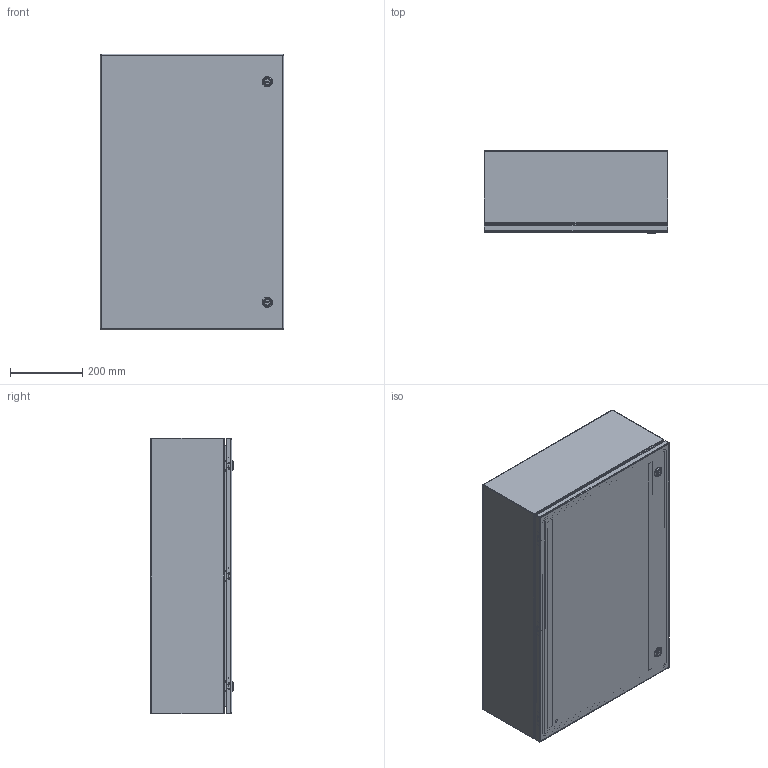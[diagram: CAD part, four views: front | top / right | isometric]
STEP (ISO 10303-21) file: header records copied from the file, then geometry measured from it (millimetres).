
FILE_DESCRIPTION (( 'STEP AP203' ), '1' );
FILE_NAME ('EN4SD30208SS_Default.step', '2019-11-14T20:58:07', ( '' ), ( '' ), 'SwSTEP 2.0', 'SolidWorks 2019', '' );
FILE_SCHEMA (( 'CONFIG_CONTROL_DESIGN' ));
Length unit declared in the file: inch
Products named in the file (1): EN4SD30208SS_Default
Bounding box: 508 x 228.65 x 762 mm (x, y, z)
Volume: 2815441.3 mm3; surface area: 3119818.4 mm2
Topology: 33 solids, 34 shells, 923 faces, 2189 edges, 1366 vertices
Faces by surface type: plane 450, cylinder 301, bspline 110, torus 36, cone 26
Entity records: 30636 total; most frequent: CARTESIAN_POINT 9583, DIRECTION 4347, ORIENTED_EDGE 4346, EDGE_CURVE 2173, AXIS2_PLACEMENT_3D 1550, VERTEX_POINT 1366, LINE 1247, VECTOR 1247
